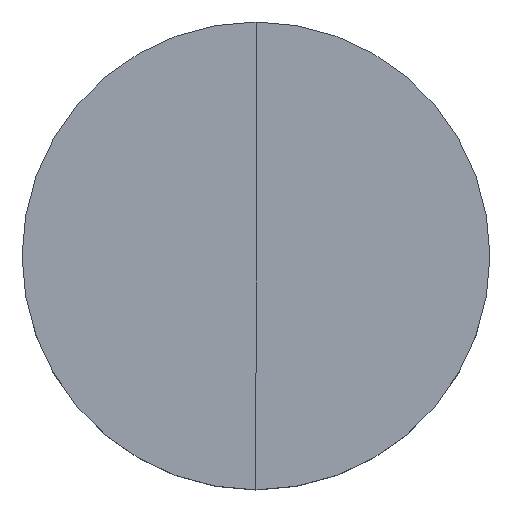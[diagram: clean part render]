
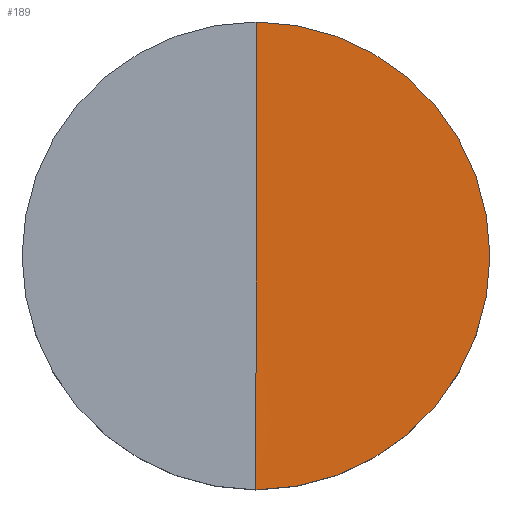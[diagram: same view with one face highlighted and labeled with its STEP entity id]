
A CAD part, top view. The second image highlights one B-rep face of the part: STEP entity #189.
In plain terms, the highlighted free-form (B-spline) face has degree [3, 2] with [5, 9] control points.
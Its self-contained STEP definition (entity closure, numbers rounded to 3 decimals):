
#1 = CARTESIAN_POINT ( 'NONE',  ( 0., 2.951, 0. ) ) ;
#2 = CARTESIAN_POINT ( 'NONE',  ( 0., -2.951, 0. ) ) ;
#4 = VERTEX_POINT ( 'NONE', #28 ) ;
#6 = CARTESIAN_POINT ( 'NONE',  ( 6.25, 6.25, 0.002 ) ) ;
#13 = CARTESIAN_POINT ( 'NONE',  ( 0., 0.868, 0. ) ) ;
#15 = CARTESIAN_POINT ( 'NONE',  ( 0., 6.25, 0.002 ) ) ;
#20 = AXIS2_PLACEMENT_3D ( 'NONE', #162, #278, #237 ) ;
#23 = ORIENTED_EDGE ( 'NONE', *, *, #275, .T. ) ;
#24 = CARTESIAN_POINT ( 'NONE',  ( 0., 0., 0. ) ) ;
#25 = EDGE_CURVE ( 'NONE', #4, #93, #193, .T. ) ;
#28 = CARTESIAN_POINT ( 'NONE',  ( 0., -6.25, 0.002 ) ) ;
#29 = CARTESIAN_POINT ( 'NONE',  ( -5.035, 5.035, 0. ) ) ;
#31 = CARTESIAN_POINT ( 'NONE',  ( -6.25, 0., 0.002 ) ) ;
#32 = CARTESIAN_POINT ( 'NONE',  ( 0.868, 0., 0. ) ) ;
#34 = CARTESIAN_POINT ( 'NONE',  ( 0., 0.868, 0. ) ) ;
#52 = CARTESIAN_POINT ( 'NONE',  ( 0., 0., 0. ) ) ;
#54 = CARTESIAN_POINT ( 'NONE',  ( -0.868, 0., 0. ) ) ;
#55 = CARTESIAN_POINT ( 'NONE',  ( 0., 0., 0. ) ) ;
#58 = CARTESIAN_POINT ( 'NONE',  ( 0., -0.868, 0. ) ) ;
#74 = CARTESIAN_POINT ( 'NONE',  ( -2.951, 2.951, 0. ) ) ;
#77 = CARTESIAN_POINT ( 'NONE',  ( 0., 0.868, 0. ) ) ;
#78 = CARTESIAN_POINT ( 'NONE',  ( -2.951, 0., 0. ) ) ;
#79 = CARTESIAN_POINT ( 'NONE',  ( 0., 6.25, 0.002 ) ) ;
#88 = EDGE_CURVE ( 'NONE', #131, #4, #291, .T. ) ;
#91 = CARTESIAN_POINT ( 'NONE',  ( 0., 5.035, 0. ) ) ;
#92 = CIRCLE ( 'NONE', #300, 6.25 ) ;
#93 = VERTEX_POINT ( 'NONE', #302 ) ;
#98 = CARTESIAN_POINT ( 'NONE',  ( 0., 0., 0. ) ) ;
#99 = CARTESIAN_POINT ( 'NONE',  ( -2.951, -2.951, 0. ) ) ;
#100 = CARTESIAN_POINT ( 'NONE',  ( -5.035, 0., 0. ) ) ;
#101 = CARTESIAN_POINT ( 'NONE',  ( 0., 6.25, 0.002 ) ) ;
#102 = CARTESIAN_POINT ( 'NONE',  ( 0., 0., 0. ) ) ;
#106 = FACE_OUTER_BOUND ( 'NONE', #301, .T. ) ;
#107 = VERTEX_POINT ( 'NONE', #260 ) ;
#114 = CARTESIAN_POINT ( 'NONE',  ( 0., 0., 0. ) ) ;
#115 = CARTESIAN_POINT ( 'NONE',  ( 0., -6.25, 0.002 ) ) ;
#117 = CARTESIAN_POINT ( 'NONE',  ( 0., 0., 0. ) ) ;
#130 = CARTESIAN_POINT ( 'NONE',  ( 0., 0., 0.002 ) ) ;
#131 = VERTEX_POINT ( 'NONE', #24 ) ;
#140 = CARTESIAN_POINT ( 'NONE',  ( 0., 5.035, 0. ) ) ;
#142 = CARTESIAN_POINT ( 'NONE',  ( -0.868, 0.868, 0. ) ) ;
#149 = CARTESIAN_POINT ( 'NONE',  ( 0., 0., 0. ) ) ;
#157 = CARTESIAN_POINT ( 'NONE',  ( 0., -5.035, 0. ) ) ;
#158 = CARTESIAN_POINT ( 'NONE',  ( 0., -0.868, 0. ) ) ;
#162 = CARTESIAN_POINT ( 'NONE',  ( 0., 0., 0.002 ) ) ;
#165 = CARTESIAN_POINT ( 'NONE',  ( -5.035, -5.035, 0. ) ) ;
#166 = CARTESIAN_POINT ( 'NONE',  ( 0., 0., 0. ) ) ;
#168 = CARTESIAN_POINT ( 'NONE',  ( 5.035, -5.035, 0. ) ) ;
#169 = CARTESIAN_POINT ( 'NONE',  ( 2.951, 2.951, 0. ) ) ;
#173 = ORIENTED_EDGE ( 'NONE', *, *, #88, .T. ) ;
#178 = CARTESIAN_POINT ( 'NONE',  ( 0., 2.951, 0. ) ) ;
#185 = CARTESIAN_POINT ( 'NONE',  ( 0., -6.25, 0.002 ) ) ;
#189 = ADVANCED_FACE ( 'NONE', ( #106 ), #204, .T. ) ;
#191 = CARTESIAN_POINT ( 'NONE',  ( 0., 0., 0. ) ) ;
#192 = CARTESIAN_POINT ( 'NONE',  ( 2.951, 0., 0. ) ) ;
#193 = CIRCLE ( 'NONE', #20, 6.25 ) ;
#194 = CARTESIAN_POINT ( 'NONE',  ( 0.868, -0.868, 0. ) ) ;
#195 = CARTESIAN_POINT ( 'NONE',  ( 2.951, -2.951, 0. ) ) ;
#203 = B_SPLINE_CURVE_WITH_KNOTS ( 'NONE', 3,
 ( #149, #13, #178, #91, #15 ),
 .UNSPECIFIED., .F., .F.,
 ( 4, 1, 4 ),
 ( 0., 0.417, 1. ),
 .UNSPECIFIED. ) ;
#204 =( BOUNDED_SURFACE ( )  B_SPLINE_SURFACE ( 3, 2, ( 
 ( #114, #55, #242, #117, #217, #191, #102, #166, #52 ),
 ( #77, #142, #54, #215, #58, #194, #32, #238, #34 ),
 ( #1, #74, #78, #99, #2, #195, #192, #169, #282 ),
 ( #140, #29, #100, #165, #241, #168, #281, #216, #243 ),
 ( #101, #239, #31, #264, #115, #219, #283, #6, #79 ) ),
 .UNSPECIFIED., .F., .T., .F. ) 
 B_SPLINE_SURFACE_WITH_KNOTS ( ( 4, 1, 4 ),
 ( 3, 2, 2, 2, 3 ),
 ( 0., 0.417, 1. ),
 ( 0., 90., 180., 270., 360. ),
 .UNSPECIFIED. ) 
 GEOMETRIC_REPRESENTATION_ITEM ( )  RATIONAL_B_SPLINE_SURFACE ( (
 ( 1., 0.707, 1., 0.707, 1., 0.707, 1., 0.707, 1.),
 ( 1., 0.707, 1., 0.707, 1., 0.707, 1., 0.707, 1.),
 ( 1., 0.707, 1., 0.707, 1., 0.707, 1., 0.707, 1.),
 ( 1., 0.707, 1., 0.707, 1., 0.707, 1., 0.707, 1.),
 ( 1., 0.707, 1., 0.707, 1., 0.707, 1., 0.707, 1.) ) ) 
 REPRESENTATION_ITEM ( '' )  SURFACE ( )  );
#215 = CARTESIAN_POINT ( 'NONE',  ( -0.868, -0.868, 0. ) ) ;
#216 = CARTESIAN_POINT ( 'NONE',  ( 5.035, 5.035, 0. ) ) ;
#217 = CARTESIAN_POINT ( 'NONE',  ( 0., 0., 0. ) ) ;
#219 = CARTESIAN_POINT ( 'NONE',  ( 6.25, -6.25, 0.002 ) ) ;
#234 = EDGE_CURVE ( 'NONE', #131, #107, #203, .T. ) ;
#237 = DIRECTION ( 'NONE',  ( 1., 0., 0. ) ) ;
#238 = CARTESIAN_POINT ( 'NONE',  ( 0.868, 0.868, 0. ) ) ;
#239 = CARTESIAN_POINT ( 'NONE',  ( -6.25, 6.25, 0.002 ) ) ;
#241 = CARTESIAN_POINT ( 'NONE',  ( 0., -5.035, 0. ) ) ;
#242 = CARTESIAN_POINT ( 'NONE',  ( 0., 0., 0. ) ) ;
#243 = CARTESIAN_POINT ( 'NONE',  ( 0., 5.035, 0. ) ) ;
#260 = CARTESIAN_POINT ( 'NONE',  ( 0., 6.25, 0.002 ) ) ;
#262 = CARTESIAN_POINT ( 'NONE',  ( 0., -2.951, 0. ) ) ;
#264 = CARTESIAN_POINT ( 'NONE',  ( -6.25, -6.25, 0.002 ) ) ;
#268 = ORIENTED_EDGE ( 'NONE', *, *, #234, .F. ) ;
#270 = DIRECTION ( 'NONE',  ( 1., 0., 0. ) ) ;
#271 = DIRECTION ( 'NONE',  ( 0., 0., 1. ) ) ;
#275 = EDGE_CURVE ( 'NONE', #93, #107, #92, .T. ) ;
#278 = DIRECTION ( 'NONE',  ( 0., 0., 1. ) ) ;
#281 = CARTESIAN_POINT ( 'NONE',  ( 5.035, 0., 0. ) ) ;
#282 = CARTESIAN_POINT ( 'NONE',  ( 0., 2.951, 0. ) ) ;
#283 = CARTESIAN_POINT ( 'NONE',  ( 6.25, 0., 0.002 ) ) ;
#291 = B_SPLINE_CURVE_WITH_KNOTS ( 'NONE', 3,
 ( #98, #158, #262, #157, #185 ),
 .UNSPECIFIED., .F., .F.,
 ( 4, 1, 4 ),
 ( 0., 0.417, 1. ),
 .UNSPECIFIED. ) ;
#299 = ORIENTED_EDGE ( 'NONE', *, *, #25, .T. ) ;
#300 = AXIS2_PLACEMENT_3D ( 'NONE', #130, #271, #270 ) ;
#301 = EDGE_LOOP ( 'NONE', ( #268, #173, #299, #23 ) ) ;
#302 = CARTESIAN_POINT ( 'NONE',  ( 6.25, 0., 0.002 ) ) ;
